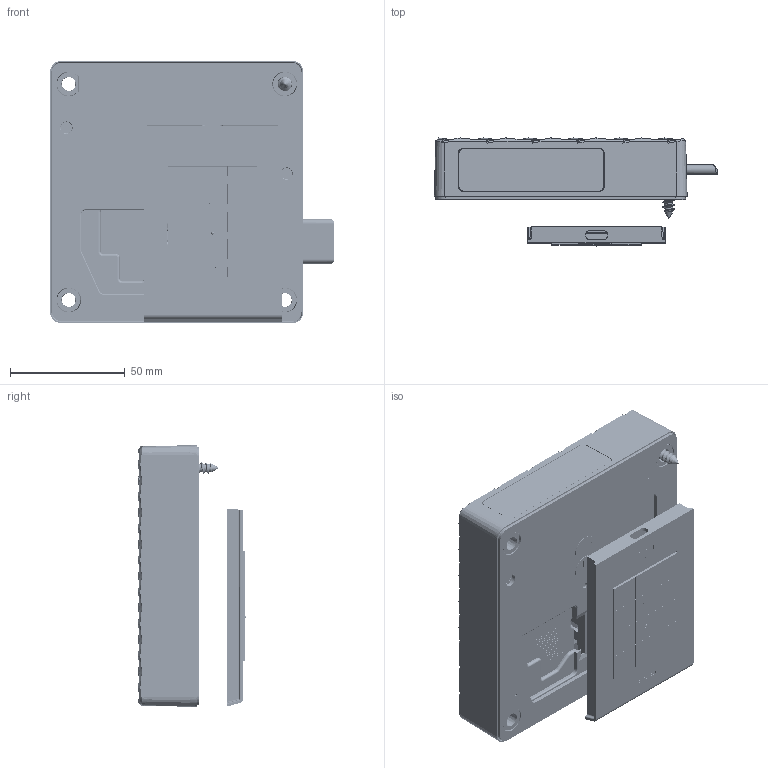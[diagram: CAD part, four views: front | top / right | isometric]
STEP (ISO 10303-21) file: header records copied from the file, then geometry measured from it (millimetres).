
FILE_DESCRIPTION((''),'2;1');
FILE_NAME('TRONIC_SLIM_RO_ASM','2020-11-26T',('Usuario'),(''),'PRO/ENGINEER BY PARAMETRIC TECHNOLOGY CORPORATION, 2006380','PRO/ENGINEER BY PARAMETRIC TECHNOLOGY CORPORATION, 2006380','');
FILE_SCHEMA(('CONFIG_CONTROL_DESIGN'));
Products named in the file (41): 19088_140; 37008_99; 61618_84; 43608_142; 61618_ASM_80_ASM; 61628_ASM_74_ASM; 61638_ASM_66_ASM; 21088_62; 38888_61; PRE-PORTAPILAS_ASM_62_ASM; 61658_ASM_78_ASM; 38898_51; 64048_58; GR-MOTOR_ASM_43_ASM; 60088_61; 38098_65; 64480-_46; 64058_35; 130016_103; PRE-PORTAPEST-TRO_ASM_29_ASM; 207008_ASM_56_ASM; 207008_CIAL_ASM; 19100_409; TECLA_1_247; TECLA_2_239; TECLA_3_239; TECLA_4_239; TECLA_6_239; TECLA_7_239; TECLA_8_240; TECLA_9_240; TECLA_00_239; TECLA_NOK_244; TECLA_OK_246; TECLA_5_252; 19018_ASM_324_ASM; 32110_153; 83008_ASM_209_ASM; LOGO-RONIS--; 83008_RO_ASM ...
Assembly tree (43 placements, depth 6):
  TRONIC_SLIM_RO_ASM
    207008_CIAL_ASM
      207008_ASM_56_ASM
        19088_140
        PRE-PORTAPILAS_ASM_62_ASM
          37008_99
          61618_ASM_80_ASM  x2
            61618_84
            43608_142
          61628_ASM_74_ASM
          61638_ASM_66_ASM
          21088_62
          38888_61
        61658_ASM_78_ASM  x2
        38898_51
        64048_58
        GR-MOTOR_ASM_43_ASM
        60088_61
        38098_65
        64480-_46
        64058_35  x2
        PRE-PORTAPEST-TRO_ASM_29_ASM
          130016_103
    83008_RO_ASM
      83008_ASM_209_ASM
        19100_409
        19018_ASM_324_ASM
          TECLA_1_247
          TECLA_2_239
          TECLA_3_239
          TECLA_4_239
          TECLA_6_239
          TECLA_7_239
          TECLA_8_240
          TECLA_9_240
          TECLA_00_239
          TECLA_NOK_244
          TECLA_OK_246
          TECLA_5_252
        32110_153
      LOGO-RONIS--
Bounding box: 123.3 x 46.96 x 114 mm (x, y, z)
Volume: 62861.7 mm3; surface area: 139409.7 mm2
Topology: 39 solids, 44 shells, 5524 faces, 15499 edges, 10149 vertices
Faces by surface type: plane 2924, cylinder 1127, bspline 678, cone 430, extrusion 244, torus 114, sphere 7
Entity records: 222548 total; most frequent: CARTESIAN_POINT 87888, ORIENTED_EDGE 30376, DIRECTION 24277, EDGE_CURVE 15208, VERTEX_POINT 10023, VECTOR 8777, LINE 8533, AXIS2_PLACEMENT_3D 7750
